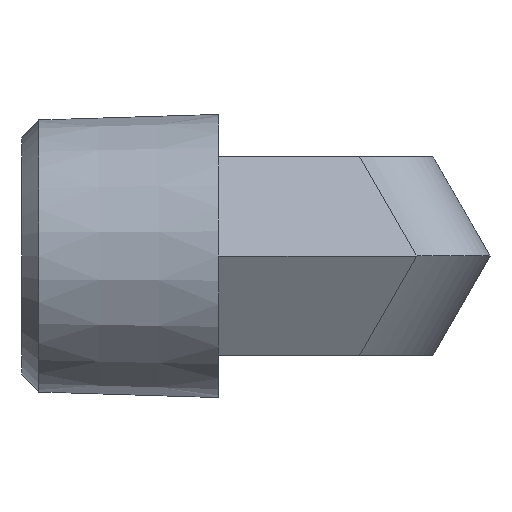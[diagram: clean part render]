
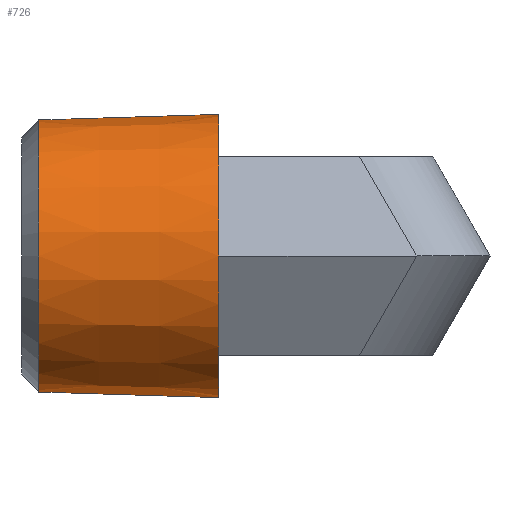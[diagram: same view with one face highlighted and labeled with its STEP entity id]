
A CAD part, left-side view. The second image highlights one B-rep face of the part: STEP entity #726.
In plain terms, the highlighted conical face has half-angle 1.77 degrees and reference radius 10.604 mm.
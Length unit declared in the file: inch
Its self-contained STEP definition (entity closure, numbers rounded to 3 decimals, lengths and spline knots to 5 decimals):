
#1 = LINE ( 'NONE', #1005, #1069 ) ;
#36 = ORIENTED_EDGE ( 'NONE', *, *, #1007, .T. ) ;
#59 = AXIS2_PLACEMENT_3D ( 'NONE', #114, #828, #210 ) ;
#87 = CARTESIAN_POINT ( 'NONE',  ( 0., 0.8, 0. ) ) ;
#114 = CARTESIAN_POINT ( 'NONE',  ( 0., 1.33002, 0. ) ) ;
#149 = ORIENTED_EDGE ( 'NONE', *, *, #1297, .T. ) ;
#162 = DIRECTION ( 'NONE',  ( 0., -1., -0.031 ) ) ;
#168 = EDGE_LOOP ( 'NONE', ( #149, #36, #869, #755 ) ) ;
#187 = DIRECTION ( 'NONE',  ( 0., 0., 1. ) ) ;
#210 = DIRECTION ( 'NONE',  ( 0., 0., -1. ) ) ;
#306 = CARTESIAN_POINT ( 'NONE',  ( 0., 0.8, 0.4175 ) ) ;
#310 = CARTESIAN_POINT ( 'NONE',  ( 0., 1.33002, -0.40112 ) ) ;
#327 = VERTEX_POINT ( 'NONE', #824 ) ;
#342 = AXIS2_PLACEMENT_3D ( 'NONE', #707, #1240, #396 ) ;
#379 = EDGE_CURVE ( 'NONE', #327, #434, #476, .T. ) ;
#396 = DIRECTION ( 'NONE',  ( 0., 0., 1. ) ) ;
#427 = CIRCLE ( 'NONE', #59, 0.40112 ) ;
#433 = VERTEX_POINT ( 'NONE', #764 ) ;
#434 = VERTEX_POINT ( 'NONE', #1201 ) ;
#476 = LINE ( 'NONE', #306, #515 ) ;
#515 = VECTOR ( 'NONE', #1256, 39.37008 ) ;
#554 = FACE_OUTER_BOUND ( 'NONE', #168, .T. ) ;
#646 = EDGE_CURVE ( 'NONE', #433, #434, #843, .T. ) ;
#707 = CARTESIAN_POINT ( 'NONE',  ( 0., 0.8, 0. ) ) ;
#726 = ADVANCED_FACE ( 'NONE', ( #554 ), #1339, .T. ) ;
#755 = ORIENTED_EDGE ( 'NONE', *, *, #379, .F. ) ;
#764 = CARTESIAN_POINT ( 'NONE',  ( 0., 0.8, -0.4175 ) ) ;
#801 = DIRECTION ( 'NONE',  ( 0., 1., 0. ) ) ;
#824 = CARTESIAN_POINT ( 'NONE',  ( 0., 1.33002, 0.40112 ) ) ;
#828 = DIRECTION ( 'NONE',  ( 0., -1., 0. ) ) ;
#836 = AXIS2_PLACEMENT_3D ( 'NONE', #87, #801, #187 ) ;
#843 = CIRCLE ( 'NONE', #836, 0.4175 ) ;
#869 = ORIENTED_EDGE ( 'NONE', *, *, #646, .T. ) ;
#1005 = CARTESIAN_POINT ( 'NONE',  ( 0., 0.8, -0.4175 ) ) ;
#1007 = EDGE_CURVE ( 'NONE', #1325, #433, #1, .T. ) ;
#1069 = VECTOR ( 'NONE', #162, 39.37008 ) ;
#1201 = CARTESIAN_POINT ( 'NONE',  ( 0., 0.8, 0.4175 ) ) ;
#1240 = DIRECTION ( 'NONE',  ( 0., -1., 0. ) ) ;
#1256 = DIRECTION ( 'NONE',  ( 0., -1., 0.031 ) ) ;
#1297 = EDGE_CURVE ( 'NONE', #327, #1325, #427, .T. ) ;
#1325 = VERTEX_POINT ( 'NONE', #310 ) ;
#1339 = CONICAL_SURFACE ( 'NONE', #342, 0.4175, 0.031 ) ;
